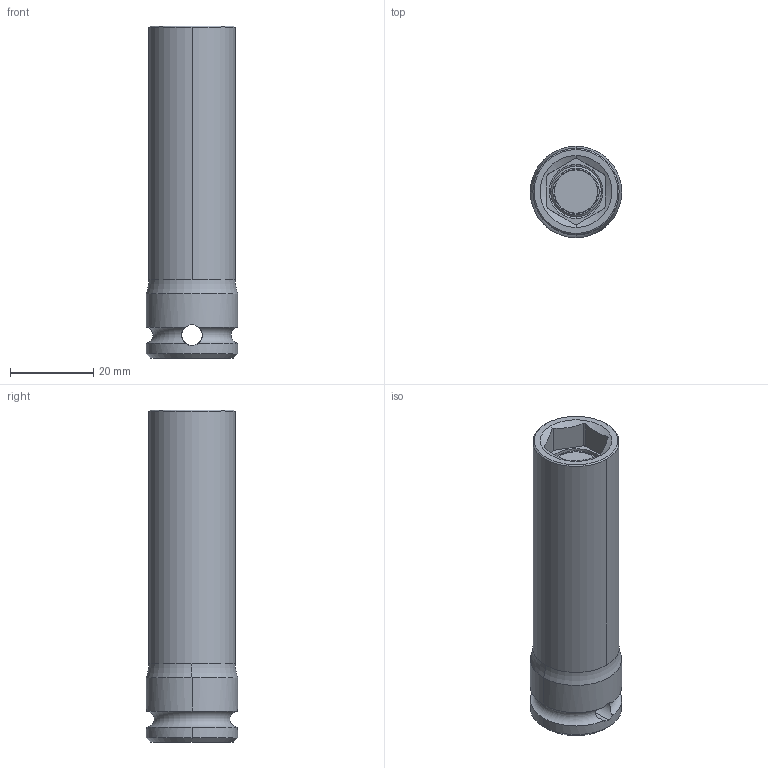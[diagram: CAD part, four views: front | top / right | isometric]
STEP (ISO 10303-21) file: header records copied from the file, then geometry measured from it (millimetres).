
FILE_DESCRIPTION((''),'2;1');
FILE_NAME('4027124014','2023-09-26T08:42:41',('a00565553'),(''),'CREO PARAMETRIC BY PTC INC, 2022414','CREO PARAMETRIC BY PTC INC, 2022414','');
FILE_SCHEMA(('CONFIG_CONTROL_DESIGN','GEOMETRIC_VALIDATION_PROPERTIES_MIM'));
Length unit declared in the file: millimetre
Products named in the file (1): 4027124014
Bounding box: 22 x 22 x 80 mm (x, y, z)
Volume: 20304.2 mm3; surface area: 11078.8 mm2
Topology: 4 solids, 4 shells, 97 faces, 234 edges, 144 vertices
Faces by surface type: cylinder 35, plane 26, cone 16, torus 14, bspline 6
Entity records: 5542 total; most frequent: CARTESIAN_POINT 3054, DIRECTION 475, ORIENTED_EDGE 468, EDGE_CURVE 234, AXIS2_PLACEMENT_3D 199, VERTEX_POINT 144, CIRCLE 108, EDGE_LOOP 104
